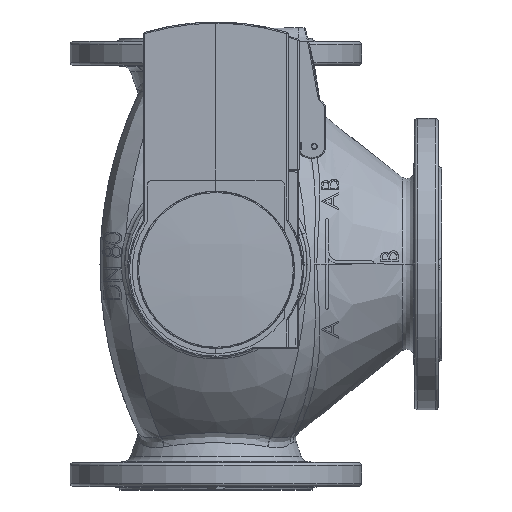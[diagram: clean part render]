
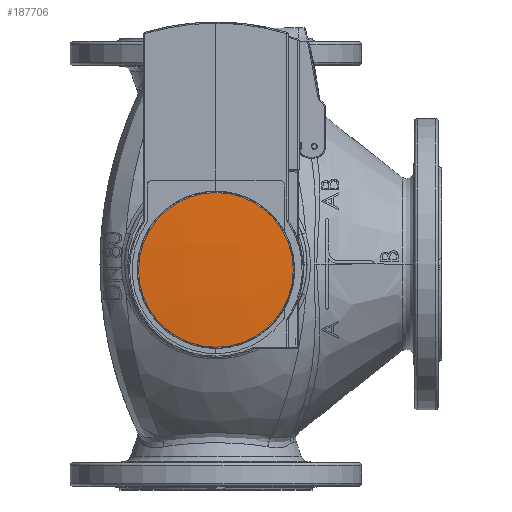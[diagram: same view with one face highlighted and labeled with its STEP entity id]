
A CAD part, front view. The second image highlights one B-rep face of the part: STEP entity #187706.
In plain terms, the highlighted free-form (B-spline) face has degree [3, 3] with [4, 4] control points.
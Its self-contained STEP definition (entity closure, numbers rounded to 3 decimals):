
#1613 = CARTESIAN_POINT ( 'NONE',  ( -18.146, -436.36, 49.931 ) ) ;
#17989 = CARTESIAN_POINT ( 'NONE',  ( -18.146, -439.132, -22.166 ) ) ;
#25496 = ORIENTED_EDGE ( 'NONE', *, *, #144684, .T. ) ;
#34368 = CARTESIAN_POINT ( 'NONE',  ( -54.016, -433.592, 49.717 ) ) ;
#36907 = DIRECTION ( 'NONE',  ( 0., -1., 0. ) ) ;
#42166 = VERTEX_POINT ( 'NONE', #187911 ) ;
#50092 = CARTESIAN_POINT ( 'NONE',  ( 53.702, -436.384, 13.866 ) ) ;
#50778 = CARTESIAN_POINT ( 'NONE',  ( -54.016, -436.353, -22.094 ) ) ;
#66444 = CARTESIAN_POINT ( 'NONE',  ( 53.702, -433.598, -57.948 ) ) ;
#68060 = CIRCLE ( 'NONE', #105869, 53.061 ) ;
#82859 = CARTESIAN_POINT ( 'NONE',  ( 17.831, -439.146, 13.936 ) ) ;
#99197 = CARTESIAN_POINT ( 'NONE',  ( 17.831, -436.35, -58.161 ) ) ;
#105869 = AXIS2_PLACEMENT_3D ( 'NONE', #134561, #36907, #150954 ) ;
#115592 = CARTESIAN_POINT ( 'NONE',  ( -18.146, -439.138, 13.936 ) ) ;
#117667 =( BOUNDED_SURFACE ( )  B_SPLINE_SURFACE ( 3, 3, ( 
 ( #147006, #50092, #164083, #66444 ),
 ( #180527, #82859, #196877, #99197 ),
 ( #1613, #115592, #17989, #132013 ),
 ( #34368, #148402, #50778, #164786 ) ),
 .UNSPECIFIED., .F., .F., .F. ) 
 B_SPLINE_SURFACE_WITH_KNOTS ( ( 4, 4 ),
 ( 4, 4 ),
 ( 0., 1. ),
 ( 0., 1. ),
 .UNSPECIFIED. ) 
 GEOMETRIC_REPRESENTATION_ITEM ( )  RATIONAL_B_SPLINE_SURFACE ( (
 ( 1., 0.998, 0.998, 1.),
 ( 0.998, 0.996, 0.996, 0.998),
 ( 0.998, 0.996, 0.996, 0.998),
 ( 1., 0.998, 0.998, 1.) ) ) 
 REPRESENTATION_ITEM ( '' )  SURFACE ( )  );
#119383 = FACE_OUTER_BOUND ( 'NONE', #179752, .T. ) ;
#132013 = CARTESIAN_POINT ( 'NONE',  ( -18.146, -436.342, -58.161 ) ) ;
#134561 = CARTESIAN_POINT ( 'NONE',  ( 0., -435.735, -4. ) ) ;
#144684 = EDGE_CURVE ( 'NONE', #42166, #42166, #68060, .T. ) ;
#147006 = CARTESIAN_POINT ( 'NONE',  ( 53.702, -433.616, 49.719 ) ) ;
#148402 = CARTESIAN_POINT ( 'NONE',  ( -54.016, -436.359, 13.865 ) ) ;
#150954 = DIRECTION ( 'NONE',  ( 1., 0., -0.001 ) ) ;
#164083 = CARTESIAN_POINT ( 'NONE',  ( 53.702, -436.378, -22.095 ) ) ;
#164786 = CARTESIAN_POINT ( 'NONE',  ( -54.016, -433.574, -57.946 ) ) ;
#179752 = EDGE_LOOP ( 'NONE', ( #25496 ) ) ;
#180527 = CARTESIAN_POINT ( 'NONE',  ( 17.831, -436.368, 49.932 ) ) ;
#187706 = ADVANCED_FACE ( 'NONE', ( #119383 ), #117667, .T. ) ;
#187911 = CARTESIAN_POINT ( 'NONE',  ( 53.061, -435.735, -4.03 ) ) ;
#196877 = CARTESIAN_POINT ( 'NONE',  ( 17.831, -439.14, -22.167 ) ) ;
